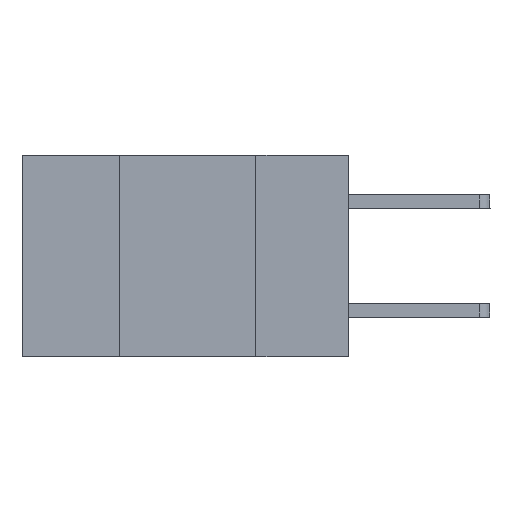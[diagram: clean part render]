
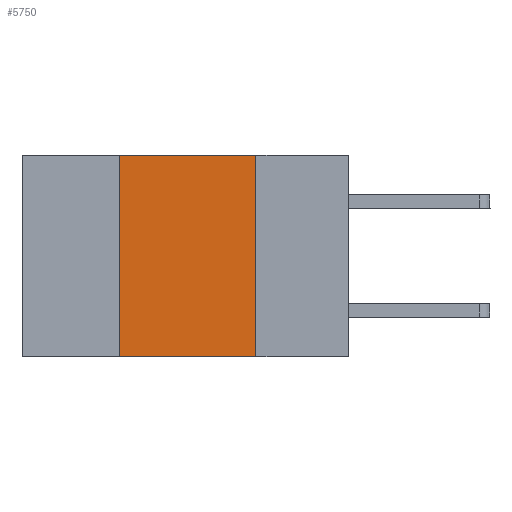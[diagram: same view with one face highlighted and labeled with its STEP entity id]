
A CAD part, left-side view. The second image highlights one B-rep face of the part: STEP entity #5750.
In plain terms, the highlighted planar face has unit normal (-1, 0, 0).
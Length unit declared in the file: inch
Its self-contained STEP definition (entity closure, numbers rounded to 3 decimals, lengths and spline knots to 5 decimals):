
#284 = VERTEX_POINT ( 'NONE', #5030 ) ;
#794 = DIRECTION ( 'NONE',  ( 0., -1., 0. ) ) ;
#1008 = VECTOR ( 'NONE', #6711, 39.37008 ) ;
#1354 = CARTESIAN_POINT ( 'NONE',  ( 0., 0.6, -0.37 ) ) ;
#1407 = CARTESIAN_POINT ( 'NONE',  ( 0., 0.17, -0.37 ) ) ;
#1484 = VERTEX_POINT ( 'NONE', #1407 ) ;
#1633 = ORIENTED_EDGE ( 'NONE', *, *, #1837, .F. ) ;
#1676 = LINE ( 'NONE', #5611, #4715 ) ;
#1693 = DIRECTION ( 'NONE',  ( 1., 0., 0. ) ) ;
#1702 = EDGE_CURVE ( 'NONE', #284, #2497, #5951, .T. ) ;
#1837 = EDGE_CURVE ( 'NONE', #6732, #1484, #5256, .T. ) ;
#2497 = VERTEX_POINT ( 'NONE', #5696 ) ;
#2948 = VECTOR ( 'NONE', #4671, 39.37008 ) ;
#3020 = PLANE ( 'NONE',  #5217 ) ;
#3843 = ORIENTED_EDGE ( 'NONE', *, *, #1702, .F. ) ;
#3880 = EDGE_CURVE ( 'NONE', #2497, #6732, #1676, .T. ) ;
#3881 = CARTESIAN_POINT ( 'NONE',  ( 0., 0.42, -0.37 ) ) ;
#4021 = DIRECTION ( 'NONE',  ( 0., -1., 0. ) ) ;
#4364 = DIRECTION ( 'NONE',  ( 0., 0., -1. ) ) ;
#4671 = DIRECTION ( 'NONE',  ( 0., 0., 1. ) ) ;
#4715 = VECTOR ( 'NONE', #794, 39.37008 ) ;
#5016 = CARTESIAN_POINT ( 'NONE',  ( 0., 0.6, 0. ) ) ;
#5030 = CARTESIAN_POINT ( 'NONE',  ( 0., 0.42, -0.37 ) ) ;
#5217 = AXIS2_PLACEMENT_3D ( 'NONE', #5016, #1693, #4364 ) ;
#5256 = LINE ( 'NONE', #7272, #1008 ) ;
#5570 = VECTOR ( 'NONE', #4021, 39.37008 ) ;
#5582 = FACE_OUTER_BOUND ( 'NONE', #8131, .T. ) ;
#5611 = CARTESIAN_POINT ( 'NONE',  ( 0., 0.6, 0. ) ) ;
#5696 = CARTESIAN_POINT ( 'NONE',  ( 0., 0.42, 0. ) ) ;
#5750 = ADVANCED_FACE ( 'NONE', ( #5582 ), #3020, .F. ) ;
#5951 = LINE ( 'NONE', #3881, #2948 ) ;
#6210 = ORIENTED_EDGE ( 'NONE', *, *, #8145, .T. ) ;
#6711 = DIRECTION ( 'NONE',  ( 0., 0., -1. ) ) ;
#6732 = VERTEX_POINT ( 'NONE', #7774 ) ;
#6855 = ORIENTED_EDGE ( 'NONE', *, *, #3880, .F. ) ;
#7272 = CARTESIAN_POINT ( 'NONE',  ( 0., 0.17, -0.37 ) ) ;
#7332 = LINE ( 'NONE', #1354, #5570 ) ;
#7774 = CARTESIAN_POINT ( 'NONE',  ( 0., 0.17, 0. ) ) ;
#8131 = EDGE_LOOP ( 'NONE', ( #1633, #6855, #3843, #6210 ) ) ;
#8145 = EDGE_CURVE ( 'NONE', #284, #1484, #7332, .T. ) ;
